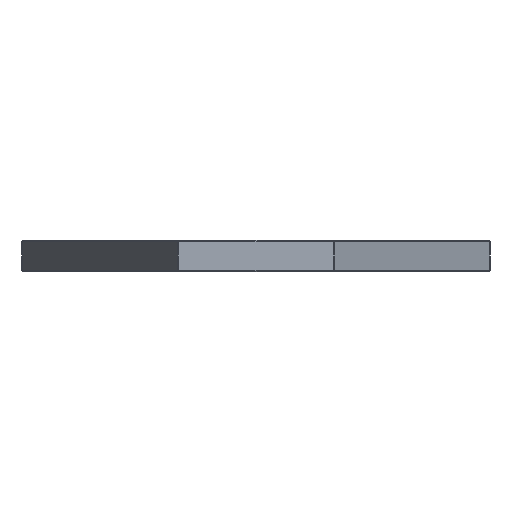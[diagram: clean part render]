
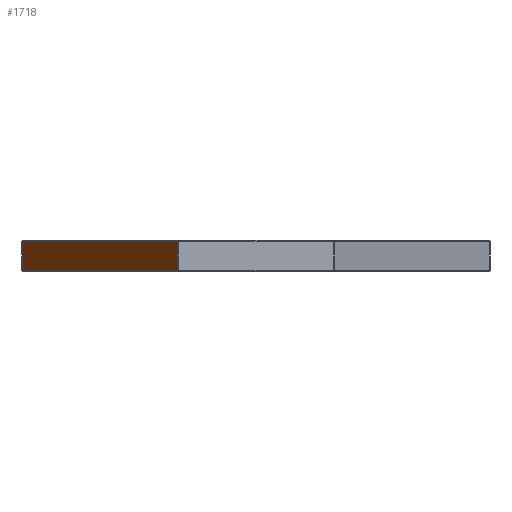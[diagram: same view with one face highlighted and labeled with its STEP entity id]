
A CAD part, left-side view. The second image highlights one B-rep face of the part: STEP entity #1718.
In plain terms, the highlighted planar face has unit normal (-0.447, 0.894, 0).
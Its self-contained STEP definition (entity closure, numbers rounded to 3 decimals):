
#54 = DIRECTION ( 'NONE',  ( 0., 0., 1. ) ) ;
#67 = CARTESIAN_POINT ( 'NONE',  ( -49.917, 10.041, 3.85 ) ) ;
#95 = FACE_OUTER_BOUND ( 'NONE', #128, .T. ) ;
#128 = EDGE_LOOP ( 'NONE', ( #1186, #963, #1204, #229 ) ) ;
#138 = DIRECTION ( 'NONE',  ( 0., 0., -1. ) ) ;
#219 = EDGE_CURVE ( 'NONE', #331, #1292, #1168, .T. ) ;
#229 = ORIENTED_EDGE ( 'NONE', *, *, #235, .T. ) ;
#235 = EDGE_CURVE ( 'NONE', #1147, #331, #1442, .T. ) ;
#252 = CARTESIAN_POINT ( 'NONE',  ( -50., 10., 4. ) ) ;
#331 = VERTEX_POINT ( 'NONE', #67 ) ;
#397 = DIRECTION ( 'NONE',  ( 0.447, -0.894, 0. ) ) ;
#469 = DIRECTION ( 'NONE',  ( 0.894, 0.447, 0. ) ) ;
#592 = LINE ( 'NONE', #817, #1644 ) ;
#645 = VECTOR ( 'NONE', #138, 1000. ) ;
#696 = CARTESIAN_POINT ( 'NONE',  ( -10.032, 29.984, 4. ) ) ;
#817 = CARTESIAN_POINT ( 'NONE',  ( -50., 10., 0.15 ) ) ;
#946 = CARTESIAN_POINT ( 'NONE',  ( -10.032, 29.984, 0.15 ) ) ;
#963 = ORIENTED_EDGE ( 'NONE', *, *, #1403, .T. ) ;
#964 = EDGE_CURVE ( 'NONE', #1294, #1147, #592, .T. ) ;
#1006 = LINE ( 'NONE', #696, #645 ) ;
#1016 = CARTESIAN_POINT ( 'NONE',  ( -49.917, 10.041, 4. ) ) ;
#1147 = VERTEX_POINT ( 'NONE', #1540 ) ;
#1168 = LINE ( 'NONE', #1288, #1489 ) ;
#1186 = ORIENTED_EDGE ( 'NONE', *, *, #219, .T. ) ;
#1204 = ORIENTED_EDGE ( 'NONE', *, *, #964, .T. ) ;
#1219 = PLANE ( 'NONE',  #1252 ) ;
#1252 = AXIS2_PLACEMENT_3D ( 'NONE', #252, #397, #1356 ) ;
#1288 = CARTESIAN_POINT ( 'NONE',  ( -50., 10., 3.85 ) ) ;
#1292 = VERTEX_POINT ( 'NONE', #1493 ) ;
#1294 = VERTEX_POINT ( 'NONE', #946 ) ;
#1356 = DIRECTION ( 'NONE',  ( 0.894, 0.447, 0. ) ) ;
#1366 = DIRECTION ( 'NONE',  ( -0.894, -0.447, 0. ) ) ;
#1403 = EDGE_CURVE ( 'NONE', #1292, #1294, #1006, .T. ) ;
#1427 = VECTOR ( 'NONE', #54, 1000. ) ;
#1442 = LINE ( 'NONE', #1016, #1427 ) ;
#1489 = VECTOR ( 'NONE', #469, 1000. ) ;
#1493 = CARTESIAN_POINT ( 'NONE',  ( -10.032, 29.984, 3.85 ) ) ;
#1540 = CARTESIAN_POINT ( 'NONE',  ( -49.917, 10.041, 0.15 ) ) ;
#1644 = VECTOR ( 'NONE', #1366, 1000. ) ;
#1718 = ADVANCED_FACE ( 'NONE', ( #95 ), #1219, .F. ) ;
